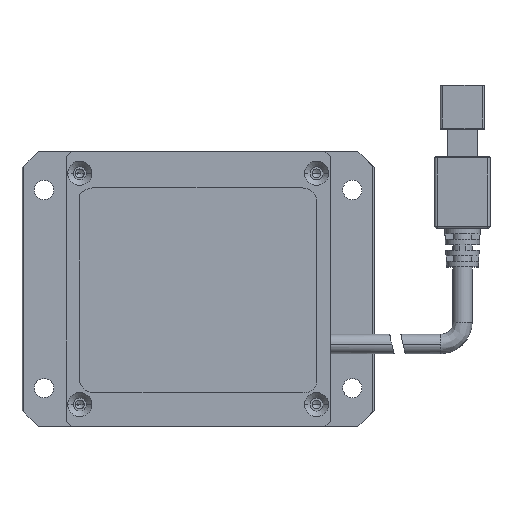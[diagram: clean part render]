
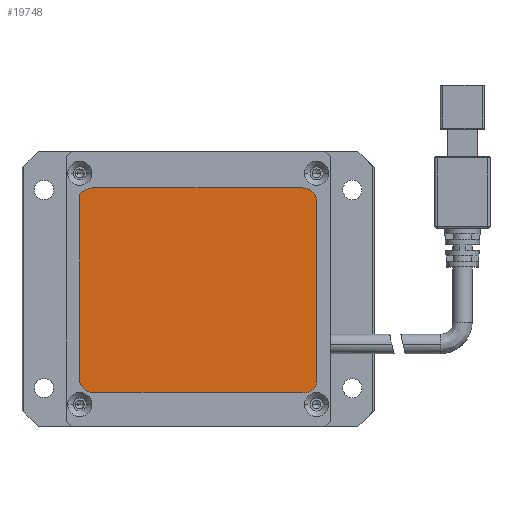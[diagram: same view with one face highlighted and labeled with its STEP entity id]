
A CAD part, top view. The second image highlights one B-rep face of the part: STEP entity #19748.
In plain terms, the highlighted planar face has unit normal (0, 0, 1).
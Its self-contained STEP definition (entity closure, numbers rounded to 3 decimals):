
#134 = CARTESIAN_POINT ( 'NONE',  ( 18.004, 20.646, 13.1 ) ) ;
#237 = CARTESIAN_POINT ( 'NONE',  ( -19.949, 17.621, 13.1 ) ) ;
#592 = CARTESIAN_POINT ( 'NONE',  ( 18.004, -16.509, 13.1 ) ) ;
#595 = DIRECTION ( 'NONE',  ( 0., 0., 1. ) ) ;
#653 = DIRECTION ( 'NONE',  ( 0., 0., 1. ) ) ;
#1330 = CARTESIAN_POINT ( 'NONE',  ( -19.665, -16.509, 13.1 ) ) ;
#1436 = EDGE_CURVE ( 'NONE', #20397, #12048, #9007, .T. ) ;
#1534 = DIRECTION ( 'NONE',  ( 0., -1., 0. ) ) ;
#1601 = VECTOR ( 'NONE', #17983, 1000. ) ;
#1848 = DIRECTION ( 'NONE',  ( -1., 0., 0. ) ) ;
#2042 = AXIS2_PLACEMENT_3D ( 'NONE', #10160, #653, #11765 ) ;
#2154 = CARTESIAN_POINT ( 'NONE',  ( 20.593, -14.67, 13.1 ) ) ;
#2162 = CIRCLE ( 'NONE', #2243, 3.026 ) ;
#2243 = AXIS2_PLACEMENT_3D ( 'NONE', #237, #11379, #1848 ) ;
#2966 = ORIENTED_EDGE ( 'NONE', *, *, #20423, .T. ) ;
#3033 = EDGE_CURVE ( 'NONE', #5904, #11406, #19646, .T. ) ;
#4199 = DIRECTION ( 'NONE',  ( 0., 0., 1. ) ) ;
#4842 = ORIENTED_EDGE ( 'NONE', *, *, #19443, .T. ) ;
#5042 = CARTESIAN_POINT ( 'NONE',  ( -19.884, 20.646, 13.1 ) ) ;
#5904 = VERTEX_POINT ( 'NONE', #1330 ) ;
#6816 = EDGE_CURVE ( 'NONE', #17689, #7611, #6901, .T. ) ;
#6901 = CIRCLE ( 'NONE', #12654, 2.821 ) ;
#7126 = VECTOR ( 'NONE', #11282, 1000. ) ;
#7146 = EDGE_CURVE ( 'NONE', #12614, #17689, #14762, .T. ) ;
#7360 = DIRECTION ( 'NONE',  ( 0., 0., -1. ) ) ;
#7611 = VERTEX_POINT ( 'NONE', #134 ) ;
#8406 = FACE_OUTER_BOUND ( 'NONE', #18521, .T. ) ;
#8816 = CIRCLE ( 'NONE', #13442, 2.153 ) ;
#9007 = LINE ( 'NONE', #9676, #16877 ) ;
#9344 = AXIS2_PLACEMENT_3D ( 'NONE', #16778, #7360, #18334 ) ;
#9537 = DIRECTION ( 'NONE',  ( -1., 0., 0. ) ) ;
#9676 = CARTESIAN_POINT ( 'NONE',  ( -22.407, -14.67, 13.1 ) ) ;
#10119 = CARTESIAN_POINT ( 'NONE',  ( 18.457, -14.405, 13.1 ) ) ;
#10160 = CARTESIAN_POINT ( 'NONE',  ( -19.884, -13.872, 13.1 ) ) ;
#10557 = EDGE_CURVE ( 'NONE', #12048, #5904, #17324, .T. ) ;
#10905 = EDGE_CURVE ( 'NONE', #7611, #17510, #16545, .T. ) ;
#10974 = CARTESIAN_POINT ( 'NONE',  ( 20.593, -14.67, 13.1 ) ) ;
#11282 = DIRECTION ( 'NONE',  ( 1., 0., 0. ) ) ;
#11379 = DIRECTION ( 'NONE',  ( 0., 0., 1. ) ) ;
#11406 = VERTEX_POINT ( 'NONE', #592 ) ;
#11720 = DIRECTION ( 'NONE',  ( 1., 0., 0. ) ) ;
#11765 = DIRECTION ( 'NONE',  ( -1., 0., 0. ) ) ;
#12048 = VERTEX_POINT ( 'NONE', #18494 ) ;
#12374 = VECTOR ( 'NONE', #9537, 1000. ) ;
#12614 = VERTEX_POINT ( 'NONE', #10974 ) ;
#12654 = AXIS2_PLACEMENT_3D ( 'NONE', #13675, #4199, #15263 ) ;
#12974 = ORIENTED_EDGE ( 'NONE', *, *, #3033, .T. ) ;
#13442 = AXIS2_PLACEMENT_3D ( 'NONE', #10119, #595, #11720 ) ;
#13675 = CARTESIAN_POINT ( 'NONE',  ( 17.883, 17.827, 13.1 ) ) ;
#14762 = LINE ( 'NONE', #2154, #1601 ) ;
#15147 = PLANE ( 'NONE',  #9344 ) ;
#15263 = DIRECTION ( 'NONE',  ( -1., 0., 0. ) ) ;
#15310 = CARTESIAN_POINT ( 'NONE',  ( 20.593, 18.611, 13.1 ) ) ;
#15519 = ORIENTED_EDGE ( 'NONE', *, *, #6816, .T. ) ;
#15844 = CARTESIAN_POINT ( 'NONE',  ( -19.884, 20.646, 13.1 ) ) ;
#16261 = ORIENTED_EDGE ( 'NONE', *, *, #1436, .T. ) ;
#16385 = CARTESIAN_POINT ( 'NONE',  ( -22.407, 19.386, 13.1 ) ) ;
#16545 = LINE ( 'NONE', #15844, #12374 ) ;
#16778 = CARTESIAN_POINT ( 'NONE',  ( -19.949, 17.621, 13.1 ) ) ;
#16877 = VECTOR ( 'NONE', #1534, 1000. ) ;
#17003 = ORIENTED_EDGE ( 'NONE', *, *, #7146, .T. ) ;
#17324 = CIRCLE ( 'NONE', #2042, 2.646 ) ;
#17510 = VERTEX_POINT ( 'NONE', #5042 ) ;
#17689 = VERTEX_POINT ( 'NONE', #15310 ) ;
#17983 = DIRECTION ( 'NONE',  ( 0., 1., 0. ) ) ;
#18271 = ORIENTED_EDGE ( 'NONE', *, *, #10557, .T. ) ;
#18334 = DIRECTION ( 'NONE',  ( -1., 0., 0. ) ) ;
#18494 = CARTESIAN_POINT ( 'NONE',  ( -22.407, -14.67, 13.1 ) ) ;
#18521 = EDGE_LOOP ( 'NONE', ( #4842, #16261, #18271, #12974, #2966, #17003, #15519, #18585 ) ) ;
#18585 = ORIENTED_EDGE ( 'NONE', *, *, #10905, .T. ) ;
#19101 = CARTESIAN_POINT ( 'NONE',  ( -19.665, -16.509, 13.1 ) ) ;
#19443 = EDGE_CURVE ( 'NONE', #17510, #20397, #2162, .T. ) ;
#19646 = LINE ( 'NONE', #19101, #7126 ) ;
#19748 = ADVANCED_FACE ( 'NONE', ( #8406 ), #15147, .F. ) ;
#20397 = VERTEX_POINT ( 'NONE', #16385 ) ;
#20423 = EDGE_CURVE ( 'NONE', #11406, #12614, #8816, .T. ) ;
